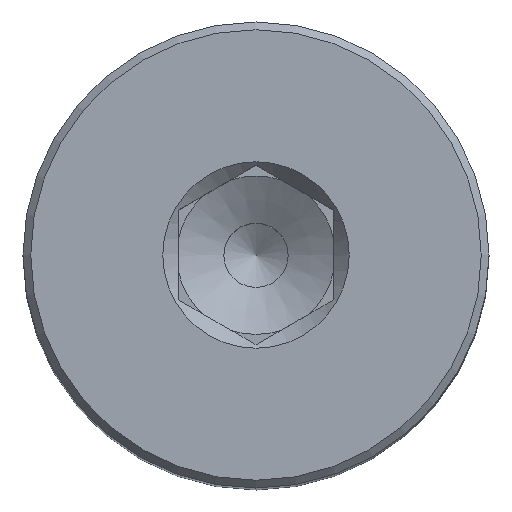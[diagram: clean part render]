
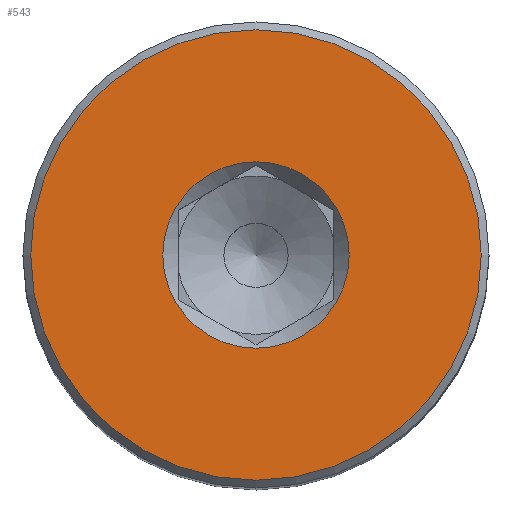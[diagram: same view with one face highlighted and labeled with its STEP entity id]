
A CAD part, top view. The second image highlights one B-rep face of the part: STEP entity #543.
In plain terms, the highlighted planar face has unit normal (0, 0, 1).
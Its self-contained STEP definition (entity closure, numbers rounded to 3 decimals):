
#49=CIRCLE('',#579,6.);
#50=CIRCLE('',#580,14.5);
#76=ORIENTED_EDGE('',*,*,#170,.T.);
#77=ORIENTED_EDGE('',*,*,#171,.T.);
#170=EDGE_CURVE('',#217,#217,#49,.T.);
#171=EDGE_CURVE('',#218,#218,#50,.T.);
#217=VERTEX_POINT('',#752);
#218=VERTEX_POINT('',#754);
#279=EDGE_LOOP('',(#76));
#280=EDGE_LOOP('',(#77));
#315=FACE_BOUND('',#279,.T.);
#316=FACE_BOUND('',#280,.T.);
#352=PLANE('',#578);
#543=ADVANCED_FACE('',(#315,#316),#352,.T.);
#578=AXIS2_PLACEMENT_3D('',#750,#642,#643);
#579=AXIS2_PLACEMENT_3D('',#751,#644,#645);
#580=AXIS2_PLACEMENT_3D('',#753,#646,#647);
#642=DIRECTION('',(0.,0.,1.));
#643=DIRECTION('',(1.,0.,0.));
#644=DIRECTION('',(0.,0.,-1.));
#645=DIRECTION('',(0.,-1.,0.));
#646=DIRECTION('',(0.,0.,1.));
#647=DIRECTION('',(1.,0.,0.));
#750=CARTESIAN_POINT('',(0.,0.,80.));
#751=CARTESIAN_POINT('',(0.,0.,80.));
#752=CARTESIAN_POINT('',(0.,-6.,80.));
#753=CARTESIAN_POINT('',(0.,0.,80.));
#754=CARTESIAN_POINT('',(14.5,0.,80.));
